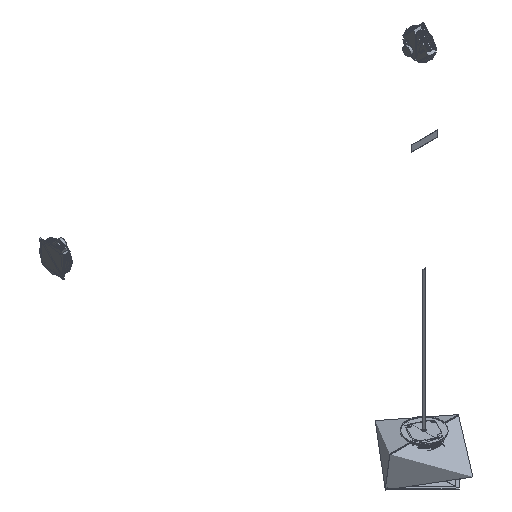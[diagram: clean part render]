
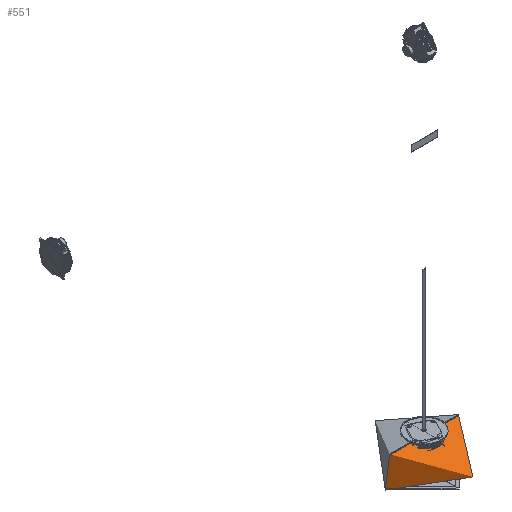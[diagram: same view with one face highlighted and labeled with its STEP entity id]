
A CAD part, isometric view. The second image highlights one B-rep face of the part: STEP entity #551.
In plain terms, the highlighted free-form (B-spline) face has degree [2, 2] with [5, 5] control points.
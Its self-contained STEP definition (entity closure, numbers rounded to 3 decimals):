
#551=ADVANCED_FACE('',(#1070),#6595,.T.);
#1070=FACE_OUTER_BOUND('',#1557,.T.);
#1557=EDGE_LOOP('',(#3137,#3138,#3139,#3140));
#3137=ORIENTED_EDGE('',*,*,#4914,.T.);
#3138=ORIENTED_EDGE('',*,*,#4915,.T.);
#3139=ORIENTED_EDGE('',*,*,#4916,.T.);
#3140=ORIENTED_EDGE('',*,*,#4917,.T.);
#4914=EDGE_CURVE('',#5981,#5982,#7899,.T.);
#4915=EDGE_CURVE('',#5982,#5983,#7900,.T.);
#4916=EDGE_CURVE('',#5983,#5984,#7901,.T.);
#4917=EDGE_CURVE('',#5984,#5981,#7902,.T.);
#5981=VERTEX_POINT('',#18739);
#5982=VERTEX_POINT('',#18740);
#5983=VERTEX_POINT('',#18741);
#5984=VERTEX_POINT('',#18742);
#6595=(
BOUNDED_SURFACE()
B_SPLINE_SURFACE(2,2,((#18714,#18715,#18716,#18717,#18718),(#18719,#18720,
#18721,#18722,#18723),(#18724,#18725,#18726,#18727,#18728),(#18729,#18730,
#18731,#18732,#18733),(#18734,#18735,#18736,#18737,#18738)),.UNSPECIFIED.,
.F.,.F.,.F.)
B_SPLINE_SURFACE_WITH_KNOTS((3,2,3),(3,2,3),(0.,3.142,6.283),
(0.,74.233,148.465),.UNSPECIFIED.)
GEOMETRIC_REPRESENTATION_ITEM()
RATIONAL_B_SPLINE_SURFACE(((1.,0.76,1.,0.76,1.),
(0.707,0.538,0.707,0.538,
0.707),(1.,0.76,1.,0.76,1.),(0.707,
0.538,0.707,0.538,0.707),
(1.,0.76,1.,0.76,1.)))
REPRESENTATION_ITEM('')
SURFACE()
);
#7899=(
BOUNDED_CURVE()
B_SPLINE_CURVE(2,(#18694,#18695,#18696,#18697,#18698),.UNSPECIFIED.,.F.,
.F.)
B_SPLINE_CURVE_WITH_KNOTS((3,2,3),(0.,3.142,6.283),
.UNSPECIFIED.)
CURVE()
GEOMETRIC_REPRESENTATION_ITEM()
RATIONAL_B_SPLINE_CURVE((1.,0.707,1.,0.707,1.))
REPRESENTATION_ITEM('')
);
#7900=(
BOUNDED_CURVE()
B_SPLINE_CURVE(2,(#18699,#18700,#18701,#18702,#18703),.UNSPECIFIED.,.F.,
.F.)
B_SPLINE_CURVE_WITH_KNOTS((3,2,3),(0.,74.233,148.465),
.UNSPECIFIED.)
CURVE()
GEOMETRIC_REPRESENTATION_ITEM()
RATIONAL_B_SPLINE_CURVE((1.,0.76,1.,0.76,1.))
REPRESENTATION_ITEM('')
);
#7901=(
BOUNDED_CURVE()
B_SPLINE_CURVE(2,(#18704,#18705,#18706,#18707,#18708),.UNSPECIFIED.,.F.,
.F.)
B_SPLINE_CURVE_WITH_KNOTS((3,2,3),(-6.283,-3.142,0.),
.UNSPECIFIED.)
CURVE()
GEOMETRIC_REPRESENTATION_ITEM()
RATIONAL_B_SPLINE_CURVE((1.,0.707,1.,0.707,1.))
REPRESENTATION_ITEM('')
);
#7902=(
BOUNDED_CURVE()
B_SPLINE_CURVE(2,(#18709,#18710,#18711,#18712,#18713),.UNSPECIFIED.,.F.,
.F.)
B_SPLINE_CURVE_WITH_KNOTS((3,2,3),(-148.465,-74.233,0.),
.UNSPECIFIED.)
CURVE()
GEOMETRIC_REPRESENTATION_ITEM()
RATIONAL_B_SPLINE_CURVE((1.,0.76,1.,0.76,1.))
REPRESENTATION_ITEM('')
);
#18694=CARTESIAN_POINT('',(138.338,1.708,96.827));
#18695=CARTESIAN_POINT('',(138.338,-136.982,96.827));
#18696=CARTESIAN_POINT('',(-0.352,-136.992,96.827));
#18697=CARTESIAN_POINT('',(-139.042,-137.001,96.827));
#18698=CARTESIAN_POINT('',(-139.061,1.689,96.827));
#18699=CARTESIAN_POINT('',(-139.061,1.689,96.827));
#18700=CARTESIAN_POINT('',(-181.723,1.683,110.666));
#18701=CARTESIAN_POINT('',(-174.717,1.684,154.966));
#18702=CARTESIAN_POINT('',(-167.712,1.685,199.265));
#18703=CARTESIAN_POINT('',(-122.862,1.691,199.265));
#18704=CARTESIAN_POINT('',(-122.862,1.691,199.265));
#18705=CARTESIAN_POINT('',(-122.845,-120.8,199.265));
#18706=CARTESIAN_POINT('',(-0.353,-120.792,199.265));
#18707=CARTESIAN_POINT('',(122.138,-120.784,199.265));
#18708=CARTESIAN_POINT('',(122.138,1.708,199.265));
#18709=CARTESIAN_POINT('',(122.138,1.708,199.265));
#18710=CARTESIAN_POINT('',(166.988,1.708,199.265));
#18711=CARTESIAN_POINT('',(173.994,1.708,154.966));
#18712=CARTESIAN_POINT('',(180.999,1.708,110.666));
#18713=CARTESIAN_POINT('',(138.338,1.708,96.827));
#18714=CARTESIAN_POINT('',(138.338,1.708,96.827));
#18715=CARTESIAN_POINT('',(180.999,1.708,110.666));
#18716=CARTESIAN_POINT('',(173.994,1.708,154.966));
#18717=CARTESIAN_POINT('',(166.988,1.708,199.265));
#18718=CARTESIAN_POINT('',(122.138,1.708,199.265));
#18719=CARTESIAN_POINT('',(138.338,-136.982,96.827));
#18720=CARTESIAN_POINT('',(180.999,-179.641,110.666));
#18721=CARTESIAN_POINT('',(173.994,-172.636,154.966));
#18722=CARTESIAN_POINT('',(166.988,-165.631,199.265));
#18723=CARTESIAN_POINT('',(122.138,-120.784,199.265));
#18724=CARTESIAN_POINT('',(-0.352,-136.992,96.827));
#18725=CARTESIAN_POINT('',(-0.349,-179.653,110.666));
#18726=CARTESIAN_POINT('',(-0.35,-172.648,154.966));
#18727=CARTESIAN_POINT('',(-0.35,-165.642,199.265));
#18728=CARTESIAN_POINT('',(-0.353,-120.792,199.265));
#18729=CARTESIAN_POINT('',(-139.042,-137.001,96.827));
#18730=CARTESIAN_POINT('',(-181.698,-179.666,110.666));
#18731=CARTESIAN_POINT('',(-174.693,-172.66,154.966));
#18732=CARTESIAN_POINT('',(-167.689,-165.654,199.265));
#18733=CARTESIAN_POINT('',(-122.845,-120.8,199.265));
#18734=CARTESIAN_POINT('',(-139.061,1.689,96.827));
#18735=CARTESIAN_POINT('',(-181.723,1.683,110.666));
#18736=CARTESIAN_POINT('',(-174.717,1.684,154.966));
#18737=CARTESIAN_POINT('',(-167.712,1.685,199.265));
#18738=CARTESIAN_POINT('',(-122.862,1.691,199.265));
#18739=CARTESIAN_POINT('',(138.338,1.708,96.827));
#18740=CARTESIAN_POINT('',(-139.061,1.689,96.827));
#18741=CARTESIAN_POINT('',(-122.862,1.691,199.265));
#18742=CARTESIAN_POINT('',(122.138,1.708,199.265));
